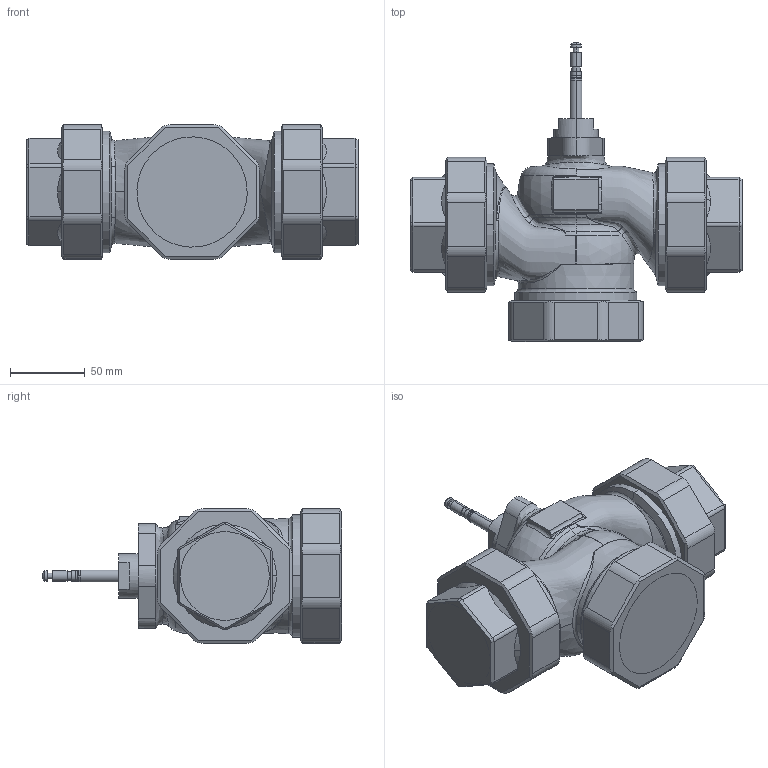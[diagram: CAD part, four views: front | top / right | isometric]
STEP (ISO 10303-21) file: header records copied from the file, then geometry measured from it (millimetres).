
FILE_DESCRIPTION (( 'STEP AP203' ), '1' );
FILE_NAME ('216RA_DN50_STEP.STEP', '2012-02-14T08:31:35', ( 'test' ), ( '' ), 'SwSTEP 2.0', 'SolidWorks 2011', '' );
FILE_SCHEMA (( 'CONFIG_CONTROL_DESIGN' ));
Products named in the file (1): 216RA_DN50_STEP
Bounding box: 222.67 x 200.76 x 90.27 mm (x, y, z)
Volume: 1238554.6 mm3; surface area: 127860.2 mm2
Topology: 1 solids, 4 shells, 333 faces, 874 edges, 558 vertices
Faces by surface type: plane 144, cylinder 70, cone 48, bspline 35, torus 27, sphere 9
Entity records: 148437 total; most frequent: CARTESIAN_POINT 140796, ORIENTED_EDGE 1744, DIRECTION 1396, EDGE_CURVE 872, VERTEX_POINT 558, AXIS2_PLACEMENT_3D 515, VECTOR 366, LINE 366
